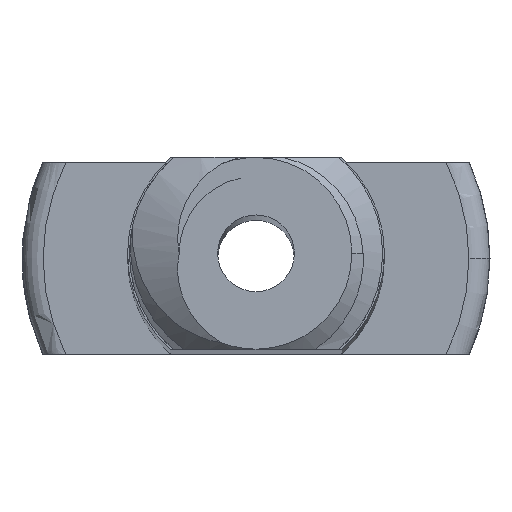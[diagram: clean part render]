
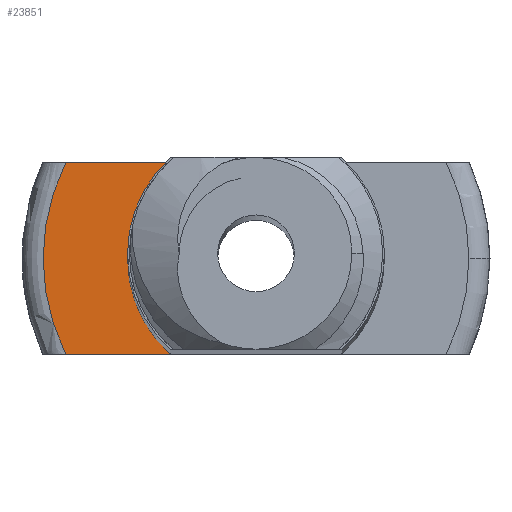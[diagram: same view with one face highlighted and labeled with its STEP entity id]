
A CAD part, top view. The second image highlights one B-rep face of the part: STEP entity #23851.
In plain terms, the highlighted planar face has unit normal (0, 0, 1).
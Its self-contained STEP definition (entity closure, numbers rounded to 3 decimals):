
#5702 = PLANE('',#5703);
#5703 = AXIS2_PLACEMENT_3D('',#5704,#5705,#5706);
#5704 = CARTESIAN_POINT('',(-12.5,-2.5,200.));
#5705 = DIRECTION('',(0.,1.,0.));
#5706 = DIRECTION('',(-1.,0.,0.));
#6491 = PLANE('',#6492);
#6492 = AXIS2_PLACEMENT_3D('',#6493,#6494,#6495);
#6493 = CARTESIAN_POINT('',(-12.5,2.5,200.));
#6494 = DIRECTION('',(0.,-1.,0.));
#6495 = DIRECTION('',(1.,0.,0.));
#8232 = VERTEX_POINT('',#8233);
#8233 = CARTESIAN_POINT('',(-2.23,-2.5,0.));
#8247 = CYLINDRICAL_SURFACE('',#8248,3.35);
#8248 = AXIS2_PLACEMENT_3D('',#8249,#8250,#8251);
#8249 = CARTESIAN_POINT('',(0.,0.,
    70.475));
#8250 = DIRECTION('',(0.,0.,-1.));
#8251 = DIRECTION('',(1.,0.,0.));
#8259 = EDGE_CURVE('',#8260,#8232,#8262,.T.);
#8260 = VERTEX_POINT('',#8261);
#8261 = CARTESIAN_POINT('',(-4.955,-2.5,0.));
#8262 = SURFACE_CURVE('',#8263,(#8267,#8274),.PCURVE_S1.);
#8263 = LINE('',#8264,#8265);
#8264 = CARTESIAN_POINT('',(-6.25,-2.5,0.));
#8265 = VECTOR('',#8266,1.);
#8266 = DIRECTION('',(1.,0.,0.));
#8267 = PCURVE('',#5702,#8268);
#8268 = DEFINITIONAL_REPRESENTATION('',(#8269),#8273);
#8269 = LINE('',#8270,#8271);
#8270 = CARTESIAN_POINT('',(-6.25,-200.));
#8271 = VECTOR('',#8272,1.);
#8272 = DIRECTION('',(-1.,0.));
#8273 = ( GEOMETRIC_REPRESENTATION_CONTEXT(2) 
PARAMETRIC_REPRESENTATION_CONTEXT() REPRESENTATION_CONTEXT('2D SPACE',''
  ) );
#8274 = PCURVE('',#8275,#8280);
#8275 = PLANE('',#8276);
#8276 = AXIS2_PLACEMENT_3D('',#8277,#8278,#8279);
#8277 = CARTESIAN_POINT('',(0.,0.,
    0.));
#8278 = DIRECTION('',(0.,0.,-1.));
#8279 = DIRECTION('',(1.,0.,0.));
#8280 = DEFINITIONAL_REPRESENTATION('',(#8281),#8285);
#8281 = LINE('',#8282,#8283);
#8282 = CARTESIAN_POINT('',(-6.25,2.5));
#8283 = VECTOR('',#8284,1.);
#8284 = DIRECTION('',(1.,0.));
#8285 = ( GEOMETRIC_REPRESENTATION_CONTEXT(2) 
PARAMETRIC_REPRESENTATION_CONTEXT() REPRESENTATION_CONTEXT('2D SPACE',''
  ) );
#8341 = TOROIDAL_SURFACE('',#8342,5.55,0.55);
#8342 = AXIS2_PLACEMENT_3D('',#8343,#8344,#8345);
#8343 = CARTESIAN_POINT('',(0.,0.,
    -0.55));
#8344 = DIRECTION('',(0.,0.,1.));
#8345 = DIRECTION('',(1.,0.,0.));
#23013 = VERTEX_POINT('',#23014);
#23014 = CARTESIAN_POINT('',(-2.23,2.5,0.));
#23035 = EDGE_CURVE('',#23036,#23013,#23038,.T.);
#23036 = VERTEX_POINT('',#23037);
#23037 = CARTESIAN_POINT('',(-4.955,2.5,0.));
#23038 = SURFACE_CURVE('',#23039,(#23043,#23050),.PCURVE_S1.);
#23039 = LINE('',#23040,#23041);
#23040 = CARTESIAN_POINT('',(-6.25,2.5,0.));
#23041 = VECTOR('',#23042,1.);
#23042 = DIRECTION('',(1.,0.,0.));
#23043 = PCURVE('',#6491,#23044);
#23044 = DEFINITIONAL_REPRESENTATION('',(#23045),#23049);
#23045 = LINE('',#23046,#23047);
#23046 = CARTESIAN_POINT('',(6.25,-200.));
#23047 = VECTOR('',#23048,1.);
#23048 = DIRECTION('',(1.,0.));
#23049 = ( GEOMETRIC_REPRESENTATION_CONTEXT(2) 
PARAMETRIC_REPRESENTATION_CONTEXT() REPRESENTATION_CONTEXT('2D SPACE',''
  ) );
#23050 = PCURVE('',#8275,#23051);
#23051 = DEFINITIONAL_REPRESENTATION('',(#23052),#23056);
#23052 = LINE('',#23053,#23054);
#23053 = CARTESIAN_POINT('',(-6.25,-2.5));
#23054 = VECTOR('',#23055,1.);
#23055 = DIRECTION('',(1.,0.));
#23056 = ( GEOMETRIC_REPRESENTATION_CONTEXT(2) 
PARAMETRIC_REPRESENTATION_CONTEXT() REPRESENTATION_CONTEXT('2D SPACE',''
  ) );
#23780 = EDGE_CURVE('',#8232,#23013,#23781,.T.);
#23781 = SURFACE_CURVE('',#23782,(#23787,#23794),.PCURVE_S1.);
#23782 = CIRCLE('',#23783,3.35);
#23783 = AXIS2_PLACEMENT_3D('',#23784,#23785,#23786);
#23784 = CARTESIAN_POINT('',(0.,0.,
    0.));
#23785 = DIRECTION('',(0.,0.,-1.));
#23786 = DIRECTION('',(1.,0.,0.));
#23787 = PCURVE('',#8247,#23788);
#23788 = DEFINITIONAL_REPRESENTATION('',(#23789),#23793);
#23789 = LINE('',#23790,#23791);
#23790 = CARTESIAN_POINT('',(0.,70.475));
#23791 = VECTOR('',#23792,1.);
#23792 = DIRECTION('',(1.,0.));
#23793 = ( GEOMETRIC_REPRESENTATION_CONTEXT(2) 
PARAMETRIC_REPRESENTATION_CONTEXT() REPRESENTATION_CONTEXT('2D SPACE',''
  ) );
#23794 = PCURVE('',#8275,#23795);
#23795 = DEFINITIONAL_REPRESENTATION('',(#23796),#23800);
#23796 = CIRCLE('',#23797,3.35);
#23797 = AXIS2_PLACEMENT_2D('',#23798,#23799);
#23798 = CARTESIAN_POINT('',(0.,0.));
#23799 = DIRECTION('',(1.,0.));
#23800 = ( GEOMETRIC_REPRESENTATION_CONTEXT(2) 
PARAMETRIC_REPRESENTATION_CONTEXT() REPRESENTATION_CONTEXT('2D SPACE',''
  ) );
#23851 = ADVANCED_FACE('',(#23852),#8275,.F.);
#23852 = FACE_BOUND('',#23853,.T.);
#23853 = EDGE_LOOP('',(#23854,#23855,#23856,#23857));
#23854 = ORIENTED_EDGE('',*,*,#8259,.T.);
#23855 = ORIENTED_EDGE('',*,*,#23780,.T.);
#23856 = ORIENTED_EDGE('',*,*,#23035,.F.);
#23857 = ORIENTED_EDGE('',*,*,#23858,.F.);
#23858 = EDGE_CURVE('',#8260,#23036,#23859,.T.);
#23859 = SURFACE_CURVE('',#23860,(#23865,#23872),.PCURVE_S1.);
#23860 = CIRCLE('',#23861,5.55);
#23861 = AXIS2_PLACEMENT_3D('',#23862,#23863,#23864);
#23862 = CARTESIAN_POINT('',(0.,0.,
    0.));
#23863 = DIRECTION('',(0.,0.,-1.));
#23864 = DIRECTION('',(1.,0.,0.));
#23865 = PCURVE('',#8275,#23866);
#23866 = DEFINITIONAL_REPRESENTATION('',(#23867),#23871);
#23867 = CIRCLE('',#23868,5.55);
#23868 = AXIS2_PLACEMENT_2D('',#23869,#23870);
#23869 = CARTESIAN_POINT('',(0.,0.));
#23870 = DIRECTION('',(1.,0.));
#23871 = ( GEOMETRIC_REPRESENTATION_CONTEXT(2) 
PARAMETRIC_REPRESENTATION_CONTEXT() REPRESENTATION_CONTEXT('2D SPACE',''
  ) );
#23872 = PCURVE('',#8341,#23873);
#23873 = DEFINITIONAL_REPRESENTATION('',(#23874),#23878);
#23874 = LINE('',#23875,#23876);
#23875 = CARTESIAN_POINT('',(-0.,7.854));
#23876 = VECTOR('',#23877,1.);
#23877 = DIRECTION('',(-1.,0.));
#23878 = ( GEOMETRIC_REPRESENTATION_CONTEXT(2) 
PARAMETRIC_REPRESENTATION_CONTEXT() REPRESENTATION_CONTEXT('2D SPACE',''
  ) );
